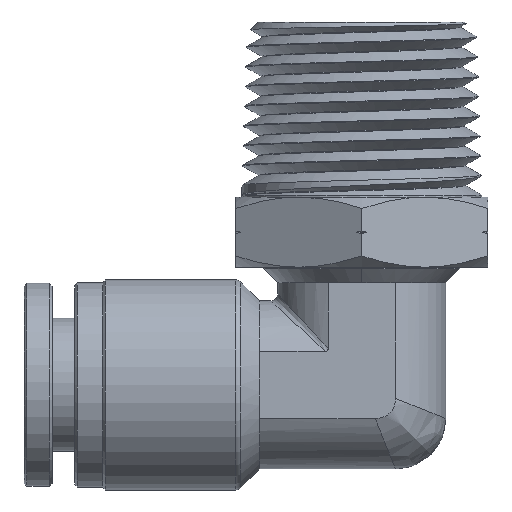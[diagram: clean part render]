
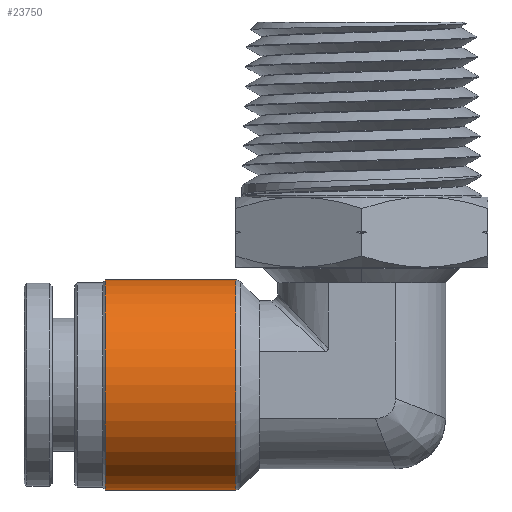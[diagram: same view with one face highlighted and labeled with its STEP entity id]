
A CAD part, left-side view. The second image highlights one B-rep face of the part: STEP entity #23750.
In plain terms, the highlighted cylindrical face has radius 7.5 mm (diameter 15 mm), a partial arc.
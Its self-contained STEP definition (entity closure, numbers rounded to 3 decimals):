
#393 = CARTESIAN_POINT ( 'NONE',  ( 0., 11.4, 0. ) ) ;
#604 = CARTESIAN_POINT ( 'NONE',  ( 0., 11.4, -7.5 ) ) ;
#1062 = VECTOR ( 'NONE', #28208, 1000. ) ;
#3147 = CARTESIAN_POINT ( 'NONE',  ( 0., -0.093, 0. ) ) ;
#3239 = ORIENTED_EDGE ( 'NONE', *, *, #16143, .T. ) ;
#4865 = EDGE_LOOP ( 'NONE', ( #29679, #3239, #16834, #18001 ) ) ;
#5052 = EDGE_CURVE ( 'NONE', #5658, #7968, #27604, .T. ) ;
#5543 = DIRECTION ( 'NONE',  ( 0., 0., -1. ) ) ;
#5658 = VERTEX_POINT ( 'NONE', #11505 ) ;
#5814 = EDGE_CURVE ( 'NONE', #18205, #24510, #19718, .T. ) ;
#7968 = VERTEX_POINT ( 'NONE', #23025 ) ;
#9339 = CARTESIAN_POINT ( 'NONE',  ( 0., 11.4, 7.5 ) ) ;
#10064 = CIRCLE ( 'NONE', #12437, 7.5 ) ;
#11505 = CARTESIAN_POINT ( 'NONE',  ( 0., 9.2, -7.5 ) ) ;
#12168 = DIRECTION ( 'NONE',  ( 0., 0., -1. ) ) ;
#12437 = AXIS2_PLACEMENT_3D ( 'NONE', #3147, #19503, #5543 ) ;
#13550 = DIRECTION ( 'NONE',  ( 0., -1., 0. ) ) ;
#13697 = AXIS2_PLACEMENT_3D ( 'NONE', #27607, #13550, #29962 ) ;
#13806 = EDGE_CURVE ( 'NONE', #7968, #24510, #10064, .T. ) ;
#15165 = CIRCLE ( 'NONE', #13697, 7.5 ) ;
#16098 = CYLINDRICAL_SURFACE ( 'NONE', #18651, 7.5 ) ;
#16143 = EDGE_CURVE ( 'NONE', #18205, #5658, #15165, .T. ) ;
#16787 = DIRECTION ( 'NONE',  ( 0., -1., 0. ) ) ;
#16834 = ORIENTED_EDGE ( 'NONE', *, *, #5052, .T. ) ;
#18001 = ORIENTED_EDGE ( 'NONE', *, *, #13806, .T. ) ;
#18205 = VERTEX_POINT ( 'NONE', #22706 ) ;
#18651 = AXIS2_PLACEMENT_3D ( 'NONE', #393, #16787, #12168 ) ;
#18987 = FACE_OUTER_BOUND ( 'NONE', #4865, .T. ) ;
#19503 = DIRECTION ( 'NONE',  ( 0., 1., 0. ) ) ;
#19718 = LINE ( 'NONE', #9339, #1062 ) ;
#21685 = DIRECTION ( 'NONE',  ( 0., -1., 0. ) ) ;
#22706 = CARTESIAN_POINT ( 'NONE',  ( 0., 9.2, 7.5 ) ) ;
#23025 = CARTESIAN_POINT ( 'NONE',  ( 0., -0.093, -7.5 ) ) ;
#23750 = ADVANCED_FACE ( 'NONE', ( #18987 ), #16098, .T. ) ;
#24510 = VERTEX_POINT ( 'NONE', #30315 ) ;
#26863 = VECTOR ( 'NONE', #21685, 1000. ) ;
#27604 = LINE ( 'NONE', #604, #26863 ) ;
#27607 = CARTESIAN_POINT ( 'NONE',  ( 0., 9.2, 0. ) ) ;
#28208 = DIRECTION ( 'NONE',  ( 0., -1., 0. ) ) ;
#29679 = ORIENTED_EDGE ( 'NONE', *, *, #5814, .F. ) ;
#29962 = DIRECTION ( 'NONE',  ( 0., 0., 1. ) ) ;
#30315 = CARTESIAN_POINT ( 'NONE',  ( 0., -0.093, 7.5 ) ) ;
